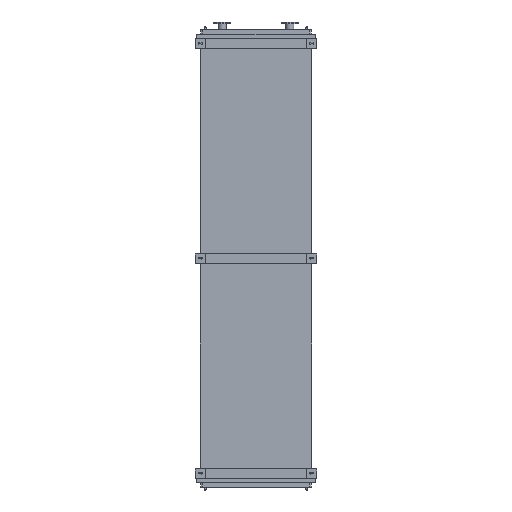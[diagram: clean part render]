
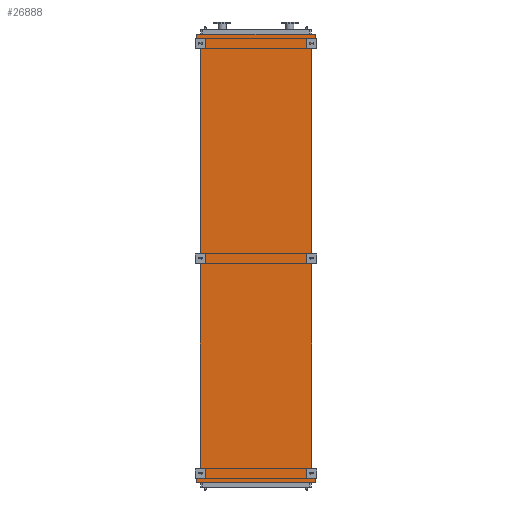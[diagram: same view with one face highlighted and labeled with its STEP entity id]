
A CAD part, front view. The second image highlights one B-rep face of the part: STEP entity #26888.
In plain terms, the highlighted planar face has unit normal (0, -1, 0).
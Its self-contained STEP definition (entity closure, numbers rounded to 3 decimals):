
#1685 = CARTESIAN_POINT ( 'NONE',  ( -771., 0., 95. ) ) ;
#2043 = CARTESIAN_POINT ( 'NONE',  ( 725., 0., -5650. ) ) ;
#2053 = CARTESIAN_POINT ( 'NONE',  ( -771., 0., 95. ) ) ;
#2295 = CARTESIAN_POINT ( 'NONE',  ( -771., 0., 53. ) ) ;
#2487 = VERTEX_POINT ( 'NONE', #2043 ) ;
#2992 = ORIENTED_EDGE ( 'NONE', *, *, #30136, .T. ) ;
#3266 = DIRECTION ( 'NONE',  ( 0., 0., -1. ) ) ;
#3981 = CARTESIAN_POINT ( 'NONE',  ( 771., 0., -5745. ) ) ;
#4096 = CARTESIAN_POINT ( 'NONE',  ( 725., 0., -5650. ) ) ;
#4934 = EDGE_CURVE ( 'NONE', #6171, #8676, #11583, .T. ) ;
#5583 = EDGE_CURVE ( 'NONE', #2487, #27662, #32395, .T. ) ;
#5778 = ORIENTED_EDGE ( 'NONE', *, *, #20725, .F. ) ;
#6171 = VERTEX_POINT ( 'NONE', #2295 ) ;
#6505 = DIRECTION ( 'NONE',  ( -1., 0., 0. ) ) ;
#6900 = LINE ( 'NONE', #28761, #19472 ) ;
#7048 = DIRECTION ( 'NONE',  ( 0., 0., 1. ) ) ;
#7554 = CARTESIAN_POINT ( 'NONE',  ( 771., 0., -5703. ) ) ;
#7605 = CARTESIAN_POINT ( 'NONE',  ( -725., 0., 0. ) ) ;
#7701 = ORIENTED_EDGE ( 'NONE', *, *, #25729, .F. ) ;
#7718 = LINE ( 'NONE', #31978, #13536 ) ;
#7767 = CARTESIAN_POINT ( 'NONE',  ( 725., 0., 0. ) ) ;
#7919 = EDGE_CURVE ( 'NONE', #25134, #25716, #28758, .T. ) ;
#8144 = VECTOR ( 'NONE', #10024, 1000. ) ;
#8288 = EDGE_CURVE ( 'NONE', #31809, #14014, #11054, .T. ) ;
#8676 = VERTEX_POINT ( 'NONE', #2053 ) ;
#8868 = ORIENTED_EDGE ( 'NONE', *, *, #5583, .F. ) ;
#9238 = ORIENTED_EDGE ( 'NONE', *, *, #7919, .F. ) ;
#9540 = VECTOR ( 'NONE', #17181, 1000. ) ;
#9762 = CARTESIAN_POINT ( 'NONE',  ( 771., 0., 95. ) ) ;
#9806 = LINE ( 'NONE', #24859, #29032 ) ;
#10024 = DIRECTION ( 'NONE',  ( 0., 0., -1. ) ) ;
#10322 = VERTEX_POINT ( 'NONE', #20433 ) ;
#10357 = CARTESIAN_POINT ( 'NONE',  ( -725., 0., -5650. ) ) ;
#10802 = VECTOR ( 'NONE', #25447, 1000. ) ;
#11054 = LINE ( 'NONE', #25837, #17795 ) ;
#11574 = DIRECTION ( 'NONE',  ( 1., 0., 0. ) ) ;
#11583 = LINE ( 'NONE', #12773, #10802 ) ;
#11943 = ORIENTED_EDGE ( 'NONE', *, *, #8288, .F. ) ;
#12217 = EDGE_CURVE ( 'NONE', #27662, #10322, #28108, .T. ) ;
#12748 = ORIENTED_EDGE ( 'NONE', *, *, #24350, .F. ) ;
#12773 = CARTESIAN_POINT ( 'NONE',  ( -771., 0., 53. ) ) ;
#12879 = DIRECTION ( 'NONE',  ( 0., 0., -1. ) ) ;
#13536 = VECTOR ( 'NONE', #7048, 1000. ) ;
#13910 = ORIENTED_EDGE ( 'NONE', *, *, #12217, .F. ) ;
#14014 = VERTEX_POINT ( 'NONE', #20233 ) ;
#14380 = VERTEX_POINT ( 'NONE', #28680 ) ;
#14755 = VERTEX_POINT ( 'NONE', #7767 ) ;
#14941 = EDGE_CURVE ( 'NONE', #14014, #14755, #6900, .T. ) ;
#15122 = VERTEX_POINT ( 'NONE', #24327 ) ;
#15412 = LINE ( 'NONE', #3981, #27997 ) ;
#15511 = EDGE_LOOP ( 'NONE', ( #2992, #23797, #11943, #12748, #19493, #7701, #9238, #30814, #5778, #19107, #13910, #8868 ) ) ;
#15581 = EDGE_CURVE ( 'NONE', #10322, #14380, #15412, .T. ) ;
#16260 = FACE_OUTER_BOUND ( 'NONE', #15511, .T. ) ;
#16745 = VECTOR ( 'NONE', #25167, 1000. ) ;
#17181 = DIRECTION ( 'NONE',  ( 0., 0., 1. ) ) ;
#17687 = CARTESIAN_POINT ( 'NONE',  ( -725., 0., 0. ) ) ;
#17795 = VECTOR ( 'NONE', #3266, 1000. ) ;
#18279 = DIRECTION ( 'NONE',  ( 0., 0., 1. ) ) ;
#19107 = ORIENTED_EDGE ( 'NONE', *, *, #15581, .F. ) ;
#19472 = VECTOR ( 'NONE', #23788, 1000. ) ;
#19493 = ORIENTED_EDGE ( 'NONE', *, *, #4934, .F. ) ;
#19578 = CARTESIAN_POINT ( 'NONE',  ( 771., 0., -5703. ) ) ;
#20233 = CARTESIAN_POINT ( 'NONE',  ( 771., 0., 53. ) ) ;
#20433 = CARTESIAN_POINT ( 'NONE',  ( 771., 0., -5745. ) ) ;
#20473 = VECTOR ( 'NONE', #18279, 1000. ) ;
#20725 = EDGE_CURVE ( 'NONE', #14380, #15122, #26267, .T. ) ;
#21240 = VECTOR ( 'NONE', #11574, 1000. ) ;
#22923 = CARTESIAN_POINT ( 'NONE',  ( -725., 0., -5650. ) ) ;
#22951 = PLANE ( 'NONE',  #31639 ) ;
#23788 = DIRECTION ( 'NONE',  ( -0.655, 0., -0.755 ) ) ;
#23797 = ORIENTED_EDGE ( 'NONE', *, *, #14941, .F. ) ;
#24061 = EDGE_CURVE ( 'NONE', #15122, #25134, #9806, .T. ) ;
#24327 = CARTESIAN_POINT ( 'NONE',  ( -771., 0., -5703. ) ) ;
#24350 = EDGE_CURVE ( 'NONE', #8676, #31809, #27055, .T. ) ;
#24859 = CARTESIAN_POINT ( 'NONE',  ( -771., 0., -5703. ) ) ;
#25008 = VECTOR ( 'NONE', #31571, 1000. ) ;
#25134 = VERTEX_POINT ( 'NONE', #22923 ) ;
#25167 = DIRECTION ( 'NONE',  ( -0.655, 0., 0.755 ) ) ;
#25447 = DIRECTION ( 'NONE',  ( 0., 0., 1. ) ) ;
#25716 = VERTEX_POINT ( 'NONE', #7605 ) ;
#25729 = EDGE_CURVE ( 'NONE', #25716, #6171, #30103, .T. ) ;
#25837 = CARTESIAN_POINT ( 'NONE',  ( 771., 0., 95. ) ) ;
#26267 = LINE ( 'NONE', #30725, #20473 ) ;
#26888 = ADVANCED_FACE ( 'NONE', ( #16260 ), #22951, .T. ) ;
#27055 = LINE ( 'NONE', #1685, #21240 ) ;
#27337 = DIRECTION ( 'NONE',  ( 0.655, 0., 0.755 ) ) ;
#27662 = VERTEX_POINT ( 'NONE', #19578 ) ;
#27917 = DIRECTION ( 'NONE',  ( 0., -1., 0. ) ) ;
#27997 = VECTOR ( 'NONE', #6505, 1000. ) ;
#28108 = LINE ( 'NONE', #7554, #8144 ) ;
#28680 = CARTESIAN_POINT ( 'NONE',  ( -771., 0., -5745. ) ) ;
#28758 = LINE ( 'NONE', #32167, #9540 ) ;
#28761 = CARTESIAN_POINT ( 'NONE',  ( 771., 0., 53. ) ) ;
#29032 = VECTOR ( 'NONE', #27337, 1000. ) ;
#30103 = LINE ( 'NONE', #17687, #16745 ) ;
#30136 = EDGE_CURVE ( 'NONE', #2487, #14755, #7718, .T. ) ;
#30725 = CARTESIAN_POINT ( 'NONE',  ( -771., 0., -5745. ) ) ;
#30814 = ORIENTED_EDGE ( 'NONE', *, *, #24061, .F. ) ;
#31571 = DIRECTION ( 'NONE',  ( 0.655, 0., -0.755 ) ) ;
#31639 = AXIS2_PLACEMENT_3D ( 'NONE', #10357, #27917, #12879 ) ;
#31809 = VERTEX_POINT ( 'NONE', #9762 ) ;
#31978 = CARTESIAN_POINT ( 'NONE',  ( 725., 0., -5650. ) ) ;
#32167 = CARTESIAN_POINT ( 'NONE',  ( -725., 0., -5650. ) ) ;
#32395 = LINE ( 'NONE', #4096, #25008 ) ;
